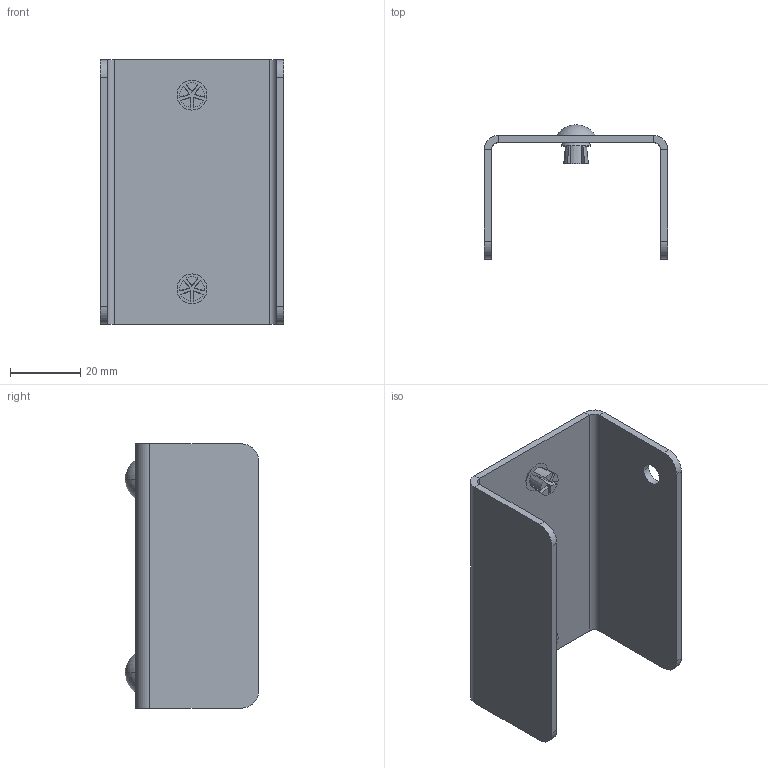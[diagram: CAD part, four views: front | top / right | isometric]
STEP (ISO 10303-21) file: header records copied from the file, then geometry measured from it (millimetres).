
FILE_DESCRIPTION (( 'STEP AP203' ), '1' );
FILE_NAME ('T77600.STEP', '2018-09-11T16:02:44', ( '' ), ( '' ), 'SwSTEP 2.0', 'SolidWorks 2016', '' );
FILE_SCHEMA (( 'CONFIG_CONTROL_DESIGN' ));
Length unit declared in the file: millimetre
Products named in the file (3): TH110; S3335; T77600
Assembly tree (3 placements, depth 2):
  T77600
    TH110
    S3335  x2
Bounding box: 52 x 38 x 75 mm (x, y, z)
Volume: 17774.3 mm3; surface area: 19070.5 mm2
Topology: 3 solids, 3 shells, 92 faces, 202 edges, 130 vertices
Faces by surface type: plane 54, cylinder 18, cone 16, sphere 4
Entity records: 2073 total; most frequent: CARTESIAN_POINT 323, DIRECTION 316, ORIENTED_EDGE 276, EDGE_CURVE 138, AXIS2_PLACEMENT_3D 120, VERTEX_POINT 87, LINE 76, VECTOR 76
